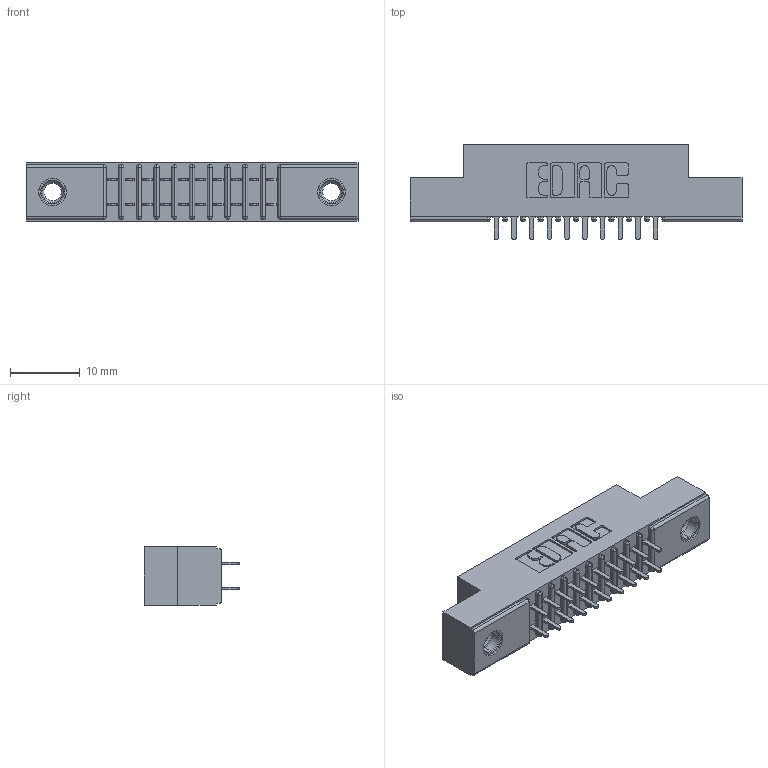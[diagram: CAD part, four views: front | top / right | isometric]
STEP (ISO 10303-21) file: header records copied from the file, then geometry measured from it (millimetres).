
FILE_DESCRIPTION (( 'STEP AP203' ), '1' );
FILE_NAME ('391-020-524-207.STEP', '2018-08-08T18:56:35', ( '' ), ( '' ), 'SwSTEP 2.0', 'SolidWorks 2016', '' );
FILE_SCHEMA (( 'CONFIG_CONTROL_DESIGN' ));
Length unit declared in the file: inch
Products named in the file (4): 341 Part_.156 (3.96) Dia Mounting Holes; 341-292-001_341-292-124; 345-250-001_345-250-005-103; 391-020-524-207
Assembly tree (23 placements, depth 2):
  391-020-524-207
    341 Part_.156 (3.96) Dia Mounting Holes
    341-292-001_341-292-124  x20
    345-250-001_345-250-005-103  x2
Bounding box: 47.62 x 13.64 x 8.38 mm (x, y, z)
Volume: 2728.7 mm3; surface area: 4945.8 mm2
Topology: 23 solids, 23 shells, 1496 faces, 4282 edges, 2770 vertices
Faces by surface type: plane 900, cylinder 540, sphere 22, torus 22, cone 12
Entity records: 17550 total; most frequent: CARTESIAN_POINT 2901, ORIENTED_EDGE 2872, DIRECTION 2848, EDGE_CURVE 1436, VECTOR 1122, LINE 1122, VERTEX_POINT 916, AXIS2_PLACEMENT_3D 863
